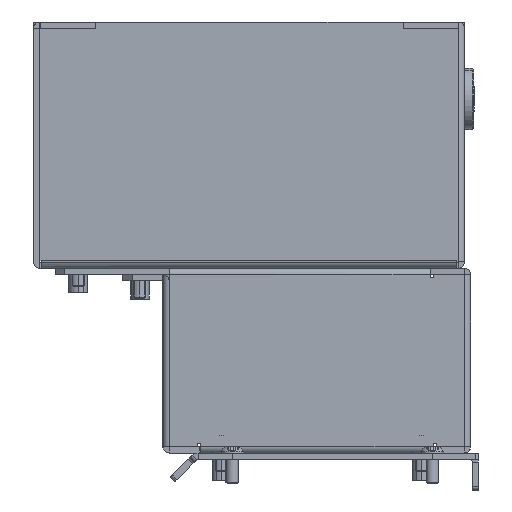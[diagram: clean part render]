
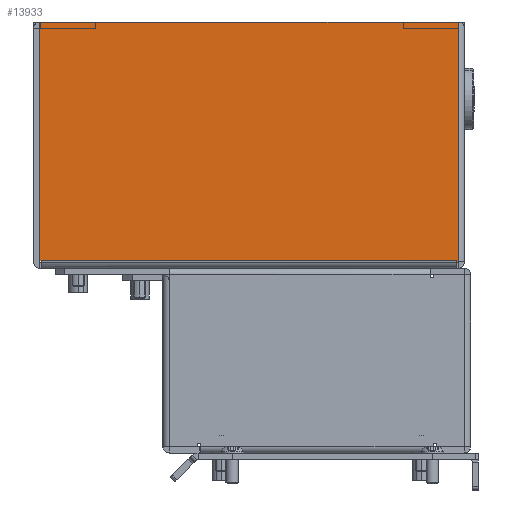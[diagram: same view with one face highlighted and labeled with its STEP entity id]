
A CAD part, left-side view. The second image highlights one B-rep face of the part: STEP entity #13933.
In plain terms, the highlighted face is planar.
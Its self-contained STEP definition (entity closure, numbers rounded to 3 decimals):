
#134 = ORIENTED_EDGE ( 'NONE', *, *, #14310, .T. ) ;
#1053 = CARTESIAN_POINT ( 'NONE',  ( 237., 2.1, 80. ) ) ;
#1216 = EDGE_LOOP ( 'NONE', ( #1378, #16249, #16928, #17073, #9717, #134, #14880 ) ) ;
#1341 = VERTEX_POINT ( 'NONE', #13323 ) ;
#1378 = ORIENTED_EDGE ( 'NONE', *, *, #10416, .T. ) ;
#1890 = PLANE ( 'NONE',  #8539 ) ;
#2121 = LINE ( 'NONE', #5072, #15146 ) ;
#3336 = CARTESIAN_POINT ( 'NONE',  ( 237., 0., 0. ) ) ;
#3339 = VECTOR ( 'NONE', #12036, 1000. ) ;
#3362 = VERTEX_POINT ( 'NONE', #10593 ) ;
#3462 = LINE ( 'NONE', #1053, #3339 ) ;
#4713 = DIRECTION ( 'NONE',  ( 0., 1., 0. ) ) ;
#5006 = CARTESIAN_POINT ( 'NONE',  ( 237., 137.5, 77.5 ) ) ;
#5072 = CARTESIAN_POINT ( 'NONE',  ( 237., 2.5, 80. ) ) ;
#5881 = LINE ( 'NONE', #9760, #8407 ) ;
#6132 = VERTEX_POINT ( 'NONE', #14563 ) ;
#6469 = LINE ( 'NONE', #17688, #16712 ) ;
#6838 = VERTEX_POINT ( 'NONE', #14422 ) ;
#6873 = VERTEX_POINT ( 'NONE', #13516 ) ;
#6995 = DIRECTION ( 'NONE',  ( 0., -1., 0. ) ) ;
#7259 = VERTEX_POINT ( 'NONE', #12935 ) ;
#7536 = DIRECTION ( 'NONE',  ( -1., 0., 0. ) ) ;
#8276 = VECTOR ( 'NONE', #9764, 1000. ) ;
#8407 = VECTOR ( 'NONE', #6995, 1000. ) ;
#8483 = CARTESIAN_POINT ( 'NONE',  ( 237., 0., 77.5 ) ) ;
#8539 = AXIS2_PLACEMENT_3D ( 'NONE', #15699, #7536, #10368 ) ;
#9087 = FACE_OUTER_BOUND ( 'NONE', #1216, .T. ) ;
#9263 = VERTEX_POINT ( 'NONE', #5006 ) ;
#9435 = VECTOR ( 'NONE', #4713, 1000. ) ;
#9473 = EDGE_CURVE ( 'NONE', #6132, #7259, #6469, .T. ) ;
#9717 = ORIENTED_EDGE ( 'NONE', *, *, #12376, .T. ) ;
#9759 = VECTOR ( 'NONE', #13995, 1000. ) ;
#9760 = CARTESIAN_POINT ( 'NONE',  ( 237., 137.5, 77.5 ) ) ;
#9764 = DIRECTION ( 'NONE',  ( 0., -1., 0. ) ) ;
#10368 = DIRECTION ( 'NONE',  ( 0., -1., 0. ) ) ;
#10416 = EDGE_CURVE ( 'NONE', #6132, #9263, #16825, .T. ) ;
#10593 = CARTESIAN_POINT ( 'NONE',  ( 237., 2.1, 77.9 ) ) ;
#10694 = DIRECTION ( 'NONE',  ( 0., 0., -1. ) ) ;
#11314 = LINE ( 'NONE', #16997, #9759 ) ;
#11815 = LINE ( 'NONE', #3336, #9435 ) ;
#12036 = DIRECTION ( 'NONE',  ( 0., 0., -1. ) ) ;
#12376 = EDGE_CURVE ( 'NONE', #3362, #6873, #3462, .T. ) ;
#12935 = CARTESIAN_POINT ( 'NONE',  ( 237., 137.999, 0. ) ) ;
#13319 = EDGE_CURVE ( 'NONE', #9263, #1341, #5881, .T. ) ;
#13323 = CARTESIAN_POINT ( 'NONE',  ( 237., 2.5, 77.5 ) ) ;
#13516 = CARTESIAN_POINT ( 'NONE',  ( 237., 2.1, 0. ) ) ;
#13933 = ADVANCED_FACE ( 'NONE', ( #9087 ), #1890, .F. ) ;
#13995 = DIRECTION ( 'NONE',  ( 0., -1., 0. ) ) ;
#14310 = EDGE_CURVE ( 'NONE', #6873, #7259, #11815, .T. ) ;
#14422 = CARTESIAN_POINT ( 'NONE',  ( 237., 2.5, 77.9 ) ) ;
#14563 = CARTESIAN_POINT ( 'NONE',  ( 237., 137.999, 77.5 ) ) ;
#14880 = ORIENTED_EDGE ( 'NONE', *, *, #9473, .F. ) ;
#15052 = EDGE_CURVE ( 'NONE', #6838, #3362, #11314, .T. ) ;
#15146 = VECTOR ( 'NONE', #10694, 1000. ) ;
#15699 = CARTESIAN_POINT ( 'NONE',  ( 237., 0., 80. ) ) ;
#16249 = ORIENTED_EDGE ( 'NONE', *, *, #13319, .T. ) ;
#16712 = VECTOR ( 'NONE', #16747, 1000. ) ;
#16747 = DIRECTION ( 'NONE',  ( 0., 0., -1. ) ) ;
#16825 = LINE ( 'NONE', #8483, #8276 ) ;
#16928 = ORIENTED_EDGE ( 'NONE', *, *, #17946, .F. ) ;
#16997 = CARTESIAN_POINT ( 'NONE',  ( 237., 2.5, 77.9 ) ) ;
#17073 = ORIENTED_EDGE ( 'NONE', *, *, #15052, .T. ) ;
#17688 = CARTESIAN_POINT ( 'NONE',  ( 237., 137.999, 80. ) ) ;
#17946 = EDGE_CURVE ( 'NONE', #6838, #1341, #2121, .T. ) ;
